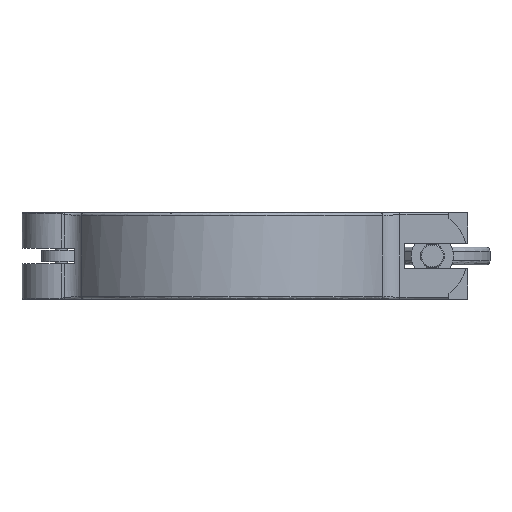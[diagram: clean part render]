
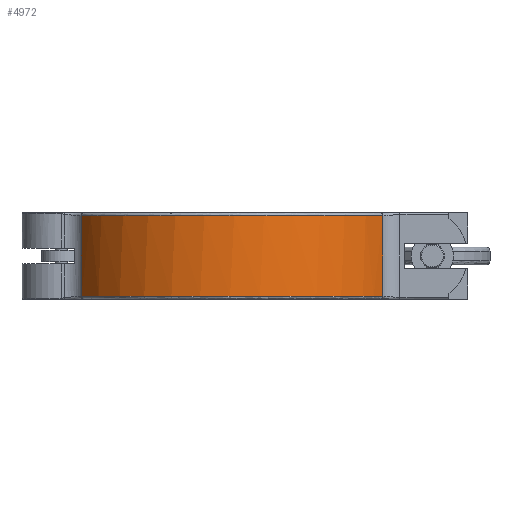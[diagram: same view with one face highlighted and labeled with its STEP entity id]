
A CAD part, front view. The second image highlights one B-rep face of the part: STEP entity #4972.
In plain terms, the highlighted cylindrical face has radius 44.5 mm (diameter 89 mm), a partial arc.
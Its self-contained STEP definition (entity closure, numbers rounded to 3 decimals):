
#111 = B_SPLINE_CURVE_WITH_KNOTS ( 'NONE', 3,
 ( #1113, #2759, #4373, #1177, #4909, #1703, #5435, #2255, #5960, #2782, #6507, #3299, #158, #3864, #691, #4387, #1204, #4939 ),
 .UNSPECIFIED., .F., .F.,
 ( 4, 2, 2, 2, 2, 2, 2, 2, 4 ),
 ( 0., 0.125, 0.25, 0.375, 0.5, 0.625, 0.75, 0.875, 1. ),
 .UNSPECIFIED. ) ;
#158 = CARTESIAN_POINT ( 'NONE',  ( -18.787, 41.124, -10.3 ) ) ;
#360 = FACE_OUTER_BOUND ( 'NONE', #6499, .T. ) ;
#391 = VERTEX_POINT ( 'NONE', #5009 ) ;
#513 = CARTESIAN_POINT ( 'NONE',  ( 7.723, 44.595, 10.3 ) ) ;
#643 = DIRECTION ( 'NONE',  ( 0., 0., -1. ) ) ;
#691 = CARTESIAN_POINT ( 'NONE',  ( -28.586, 34.922, -10.3 ) ) ;
#1036 = CARTESIAN_POINT ( 'NONE',  ( 18.787, 41.124, 10.3 ) ) ;
#1113 = CARTESIAN_POINT ( 'NONE',  ( 38.407, 23.075, -10.3 ) ) ;
#1177 = CARTESIAN_POINT ( 'NONE',  ( 28.586, 34.922, -10.3 ) ) ;
#1204 = CARTESIAN_POINT ( 'NONE',  ( -36.457, 26.408, -10.3 ) ) ;
#1551 = CARTESIAN_POINT ( 'NONE',  ( 28.586, 34.922, 10.3 ) ) ;
#1596 = VERTEX_POINT ( 'NONE', #5347 ) ;
#1703 = CARTESIAN_POINT ( 'NONE',  ( 18.787, 41.124, -10.3 ) ) ;
#1754 = VERTEX_POINT ( 'NONE', #4252 ) ;
#1809 = EDGE_CURVE ( 'NONE', #2019, #1596, #2564, .T. ) ;
#2019 = VERTEX_POINT ( 'NONE', #4157 ) ;
#2069 = CARTESIAN_POINT ( 'NONE',  ( -28.586, 34.922, 10.3 ) ) ;
#2100 = CARTESIAN_POINT ( 'NONE',  ( 36.457, 26.408, 10.3 ) ) ;
#2230 = ORIENTED_EDGE ( 'NONE', *, *, #6536, .F. ) ;
#2255 = CARTESIAN_POINT ( 'NONE',  ( 7.723, 44.595, -10.3 ) ) ;
#2564 = LINE ( 'NONE', #5914, #5239 ) ;
#2610 = CARTESIAN_POINT ( 'NONE',  ( -18.787, 41.124, 10.3 ) ) ;
#2759 = CARTESIAN_POINT ( 'NONE',  ( 36.457, 26.408, -10.3 ) ) ;
#2782 = CARTESIAN_POINT ( 'NONE',  ( -3.862, 45.1, -10.3 ) ) ;
#3091 = CARTESIAN_POINT ( 'NONE',  ( 0., 0.6, 11. ) ) ;
#3124 = CARTESIAN_POINT ( 'NONE',  ( -7.723, 44.595, 10.3 ) ) ;
#3214 = LINE ( 'NONE', #4658, #4484 ) ;
#3220 = CARTESIAN_POINT ( 'NONE',  ( -3.862, 45.1, 10.3 ) ) ;
#3299 = CARTESIAN_POINT ( 'NONE',  ( -15.186, 42.606, -10.3 ) ) ;
#3681 = CARTESIAN_POINT ( 'NONE',  ( 3.862, 45.1, 10.3 ) ) ;
#3864 = CARTESIAN_POINT ( 'NONE',  ( -25.487, 37.282, -10.3 ) ) ;
#4157 = CARTESIAN_POINT ( 'NONE',  ( 38.407, 23.075, 10.3 ) ) ;
#4187 = CARTESIAN_POINT ( 'NONE',  ( -36.457, 26.408, 10.3 ) ) ;
#4209 = CARTESIAN_POINT ( 'NONE',  ( 15.186, 42.606, 10.3 ) ) ;
#4252 = CARTESIAN_POINT ( 'NONE',  ( -38.407, 23.075, 10.3 ) ) ;
#4373 = CARTESIAN_POINT ( 'NONE',  ( 34.071, 29.485, -10.3 ) ) ;
#4387 = CARTESIAN_POINT ( 'NONE',  ( -34.071, 29.485, -10.3 ) ) ;
#4422 = B_SPLINE_CURVE_WITH_KNOTS ( 'NONE', 3,
 ( #5762, #4187, #5267, #2069, #5786, #2610, #6327, #3124, #3220, #3681, #513, #4209, #1036, #4759, #1551, #5295, #2100, #5808 ),
 .UNSPECIFIED., .F., .F.,
 ( 4, 2, 2, 2, 2, 2, 2, 2, 4 ),
 ( 0., 0.125, 0.25, 0.375, 0.5, 0.625, 0.75, 0.875, 1. ),
 .UNSPECIFIED. ) ;
#4484 = VECTOR ( 'NONE', #5204, 1000. ) ;
#4534 = EDGE_CURVE ( 'NONE', #1596, #391, #111, .T. ) ;
#4658 = CARTESIAN_POINT ( 'NONE',  ( -38.407, 23.075, 11. ) ) ;
#4759 = CARTESIAN_POINT ( 'NONE',  ( 25.487, 37.282, 10.3 ) ) ;
#4909 = CARTESIAN_POINT ( 'NONE',  ( 25.487, 37.282, -10.3 ) ) ;
#4932 = ORIENTED_EDGE ( 'NONE', *, *, #5459, .T. ) ;
#4939 = CARTESIAN_POINT ( 'NONE',  ( -38.407, 23.075, -10.3 ) ) ;
#4972 = ADVANCED_FACE ( 'NONE', ( #360 ), #5651, .T. ) ;
#5009 = CARTESIAN_POINT ( 'NONE',  ( -38.407, 23.075, -10.3 ) ) ;
#5127 = ORIENTED_EDGE ( 'NONE', *, *, #1809, .T. ) ;
#5204 = DIRECTION ( 'NONE',  ( 0., 0., -1. ) ) ;
#5239 = VECTOR ( 'NONE', #643, 1000. ) ;
#5267 = CARTESIAN_POINT ( 'NONE',  ( -34.071, 29.485, 10.3 ) ) ;
#5295 = CARTESIAN_POINT ( 'NONE',  ( 34.071, 29.485, 10.3 ) ) ;
#5347 = CARTESIAN_POINT ( 'NONE',  ( 38.407, 23.075, -10.3 ) ) ;
#5435 = CARTESIAN_POINT ( 'NONE',  ( 15.186, 42.606, -10.3 ) ) ;
#5459 = EDGE_CURVE ( 'NONE', #1754, #2019, #4422, .T. ) ;
#5629 = ORIENTED_EDGE ( 'NONE', *, *, #4534, .T. ) ;
#5651 = CYLINDRICAL_SURFACE ( 'NONE', #5770, 44.5 ) ;
#5716 = DIRECTION ( 'NONE',  ( 0., 0., -1. ) ) ;
#5762 = CARTESIAN_POINT ( 'NONE',  ( -38.407, 23.075, 10.3 ) ) ;
#5770 = AXIS2_PLACEMENT_3D ( 'NONE', #3091, #5716, #6280 ) ;
#5786 = CARTESIAN_POINT ( 'NONE',  ( -25.487, 37.282, 10.3 ) ) ;
#5808 = CARTESIAN_POINT ( 'NONE',  ( 38.407, 23.075, 10.3 ) ) ;
#5914 = CARTESIAN_POINT ( 'NONE',  ( 38.407, 23.075, 11. ) ) ;
#5960 = CARTESIAN_POINT ( 'NONE',  ( 3.862, 45.1, -10.3 ) ) ;
#6280 = DIRECTION ( 'NONE',  ( -1., 0., 0. ) ) ;
#6327 = CARTESIAN_POINT ( 'NONE',  ( -15.186, 42.606, 10.3 ) ) ;
#6499 = EDGE_LOOP ( 'NONE', ( #5127, #5629, #2230, #4932 ) ) ;
#6507 = CARTESIAN_POINT ( 'NONE',  ( -7.723, 44.595, -10.3 ) ) ;
#6536 = EDGE_CURVE ( 'NONE', #1754, #391, #3214, .T. ) ;
